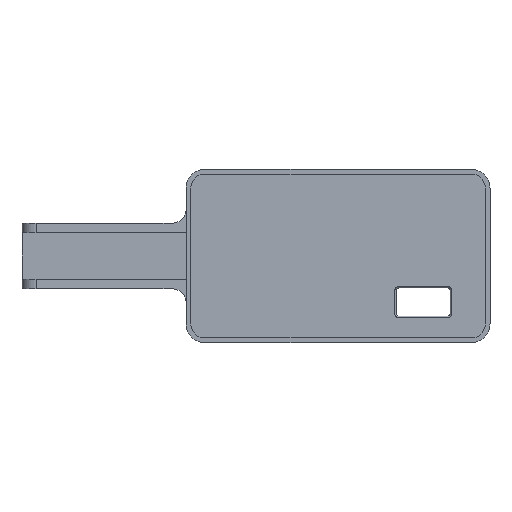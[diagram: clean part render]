
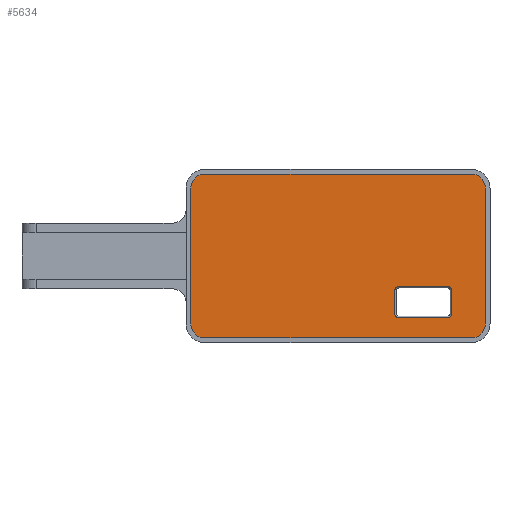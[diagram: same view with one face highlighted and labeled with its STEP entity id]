
A CAD part, front view. The second image highlights one B-rep face of the part: STEP entity #5634.
In plain terms, the highlighted planar face has unit normal (0, -1, 0).
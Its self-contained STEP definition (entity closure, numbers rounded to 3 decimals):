
#140=FACE_BOUND('',#731,.T.);
#337=CIRCLE('',#5969,1.6);
#339=CIRCLE('',#5973,1.6);
#340=CIRCLE('',#5976,1.6);
#341=CIRCLE('',#5979,1.6);
#343=CIRCLE('',#5985,6.);
#344=CIRCLE('',#5986,6.);
#345=CIRCLE('',#5987,6.);
#346=CIRCLE('',#5988,6.);
#409=FACE_OUTER_BOUND('',#730,.T.);
#730=EDGE_LOOP('',(#3887,#3888,#3889,#3890,#3891,#3892,#3893,#3894));
#731=EDGE_LOOP('',(#3895,#3896,#3897,#3898,#3899,#3900,#3901,#3902));
#1125=LINE('',#7820,#1755);
#1130=LINE('',#7833,#1760);
#1134=LINE('',#7842,#1764);
#1137=LINE('',#7850,#1767);
#1141=LINE('',#7863,#1771);
#1142=LINE('',#7867,#1772);
#1143=LINE('',#7871,#1773);
#1144=LINE('',#7875,#1774);
#1755=VECTOR('',#6402,10.);
#1760=VECTOR('',#6415,10.);
#1764=VECTOR('',#6425,10.);
#1767=VECTOR('',#6434,10.);
#1771=VECTOR('',#6452,10.);
#1772=VECTOR('',#6455,10.);
#1773=VECTOR('',#6458,10.);
#1774=VECTOR('',#6461,10.);
#2401=VERTEX_POINT('',#7817);
#2402=VERTEX_POINT('',#7819);
#2405=VERTEX_POINT('',#7826);
#2406=VERTEX_POINT('',#7831);
#2407=VERTEX_POINT('',#7836);
#2408=VERTEX_POINT('',#7840);
#2409=VERTEX_POINT('',#7844);
#2410=VERTEX_POINT('',#7848);
#2411=VERTEX_POINT('',#7861);
#2412=VERTEX_POINT('',#7862);
#2413=VERTEX_POINT('',#7864);
#2414=VERTEX_POINT('',#7866);
#2415=VERTEX_POINT('',#7868);
#2416=VERTEX_POINT('',#7870);
#2417=VERTEX_POINT('',#7872);
#2418=VERTEX_POINT('',#7874);
#2973=EDGE_CURVE('',#2401,#2402,#1125,.T.);
#2977=EDGE_CURVE('',#2405,#2401,#337,.T.);
#2980=EDGE_CURVE('',#2406,#2405,#1130,.T.);
#2983=EDGE_CURVE('',#2407,#2406,#339,.T.);
#2985=EDGE_CURVE('',#2408,#2407,#1134,.T.);
#2987=EDGE_CURVE('',#2409,#2408,#340,.T.);
#2989=EDGE_CURVE('',#2410,#2409,#1137,.T.);
#2990=EDGE_CURVE('',#2402,#2410,#341,.T.);
#2995=EDGE_CURVE('',#2411,#2412,#1141,.T.);
#2996=EDGE_CURVE('',#2413,#2411,#343,.T.);
#2997=EDGE_CURVE('',#2414,#2413,#1142,.T.);
#2998=EDGE_CURVE('',#2415,#2414,#344,.T.);
#2999=EDGE_CURVE('',#2416,#2415,#1143,.T.);
#3000=EDGE_CURVE('',#2417,#2416,#345,.T.);
#3001=EDGE_CURVE('',#2418,#2417,#1144,.T.);
#3002=EDGE_CURVE('',#2412,#2418,#346,.T.);
#3887=ORIENTED_EDGE('',*,*,#2995,.F.);
#3888=ORIENTED_EDGE('',*,*,#2996,.F.);
#3889=ORIENTED_EDGE('',*,*,#2997,.F.);
#3890=ORIENTED_EDGE('',*,*,#2998,.F.);
#3891=ORIENTED_EDGE('',*,*,#2999,.F.);
#3892=ORIENTED_EDGE('',*,*,#3000,.F.);
#3893=ORIENTED_EDGE('',*,*,#3001,.F.);
#3894=ORIENTED_EDGE('',*,*,#3002,.F.);
#3895=ORIENTED_EDGE('',*,*,#2973,.F.);
#3896=ORIENTED_EDGE('',*,*,#2977,.F.);
#3897=ORIENTED_EDGE('',*,*,#2980,.F.);
#3898=ORIENTED_EDGE('',*,*,#2983,.F.);
#3899=ORIENTED_EDGE('',*,*,#2985,.F.);
#3900=ORIENTED_EDGE('',*,*,#2987,.F.);
#3901=ORIENTED_EDGE('',*,*,#2989,.F.);
#3902=ORIENTED_EDGE('',*,*,#2990,.F.);
#5423=PLANE('',#5984);
#5634=ADVANCED_FACE('',(#409,#140),#5423,.F.);
#5969=AXIS2_PLACEMENT_3D('',#7828,#6408,#6409);
#5973=AXIS2_PLACEMENT_3D('',#7838,#6420,#6421);
#5976=AXIS2_PLACEMENT_3D('',#7846,#6429,#6430);
#5979=AXIS2_PLACEMENT_3D('',#7852,#6437,#6438);
#5984=AXIS2_PLACEMENT_3D('',#7860,#6450,#6451);
#5985=AXIS2_PLACEMENT_3D('',#7865,#6453,#6454);
#5986=AXIS2_PLACEMENT_3D('',#7869,#6456,#6457);
#5987=AXIS2_PLACEMENT_3D('',#7873,#6459,#6460);
#5988=AXIS2_PLACEMENT_3D('',#7876,#6462,#6463);
#6402=DIRECTION('',(0.,0.,-1.));
#6408=DIRECTION('center_axis',(0.,-1.,0.));
#6409=DIRECTION('ref_axis',(0.,0.,
1.));
#6415=DIRECTION('',(-1.,0.,0.));
#6420=DIRECTION('center_axis',(0.,-1.,0.));
#6421=DIRECTION('ref_axis',(1.,0.,0.));
#6425=DIRECTION('',(0.,0.,1.));
#6429=DIRECTION('center_axis',(0.,-1.,0.));
#6430=DIRECTION('ref_axis',(0.,0.,-1.));
#6434=DIRECTION('',(1.,0.,0.));
#6437=DIRECTION('center_axis',(0.,-1.,0.));
#6438=DIRECTION('ref_axis',(-1.,0.,0.));
#6450=DIRECTION('center_axis',(0.,1.,0.));
#6451=DIRECTION('ref_axis',(-1.,0.,0.));
#6452=DIRECTION('',(-1.,0.,0.));
#6453=DIRECTION('center_axis',(0.,1.,0.));
#6454=DIRECTION('ref_axis',(1.,0.,0.));
#6455=DIRECTION('',(0.,0.,-1.));
#6456=DIRECTION('center_axis',(0.,1.,0.));
#6457=DIRECTION('ref_axis',(0.,0.,1.));
#6458=DIRECTION('',(1.,0.,0.));
#6459=DIRECTION('center_axis',(0.,1.,0.));
#6460=DIRECTION('ref_axis',(-1.,0.,0.));
#6461=DIRECTION('',(0.,0.,1.));
#6462=DIRECTION('center_axis',(0.,1.,0.));
#6463=DIRECTION('ref_axis',(0.,0.,-1.));
#7817=CARTESIAN_POINT('',(189.,0.,-14.645));
#7819=CARTESIAN_POINT('',(189.,0.,-24.645));
#7820=CARTESIAN_POINT('',(189.,0.,-12.322));
#7826=CARTESIAN_POINT('',(190.6,0.,-13.045));
#7828=CARTESIAN_POINT('Origin',(190.6,0.,-14.645));
#7831=CARTESIAN_POINT('',(211.6,0.,-13.045));
#7833=CARTESIAN_POINT('',(160.2,0.,-13.045));
#7836=CARTESIAN_POINT('',(213.2,0.,-14.645));
#7838=CARTESIAN_POINT('Origin',(211.6,0.,-14.645));
#7840=CARTESIAN_POINT('',(213.2,0.,-24.645));
#7842=CARTESIAN_POINT('',(213.2,0.,-7.322));
#7844=CARTESIAN_POINT('',(211.6,0.,-26.245));
#7846=CARTESIAN_POINT('Origin',(211.6,0.,-24.645));
#7848=CARTESIAN_POINT('',(190.6,0.,-26.245));
#7850=CARTESIAN_POINT('',(170.7,0.,-26.245));
#7852=CARTESIAN_POINT('Origin',(190.6,0.,-24.645));
#7860=CARTESIAN_POINT('Origin',(129.8,0.,0.));
#7861=CARTESIAN_POINT('',(221.6,0.,-34.945));
#7862=CARTESIAN_POINT('',(108.,0.,-34.945));
#7863=CARTESIAN_POINT('',(175.7,0.,-34.945));
#7864=CARTESIAN_POINT('',(227.6,0.,-28.945));
#7865=CARTESIAN_POINT('Origin',(221.6,0.,-28.945));
#7866=CARTESIAN_POINT('',(227.6,0.,28.945));
#7867=CARTESIAN_POINT('',(227.6,0.,14.473));
#7868=CARTESIAN_POINT('',(221.6,0.,34.945));
#7869=CARTESIAN_POINT('Origin',(221.6,0.,28.945));
#7870=CARTESIAN_POINT('',(108.,0.,34.945));
#7871=CARTESIAN_POINT('',(118.9,0.,34.945));
#7872=CARTESIAN_POINT('',(102.,0.,28.945));
#7873=CARTESIAN_POINT('Origin',(108.,0.,28.945));
#7874=CARTESIAN_POINT('',(102.,0.,-28.945));
#7875=CARTESIAN_POINT('',(102.,0.,-14.472));
#7876=CARTESIAN_POINT('Origin',(108.,0.,-28.945));
